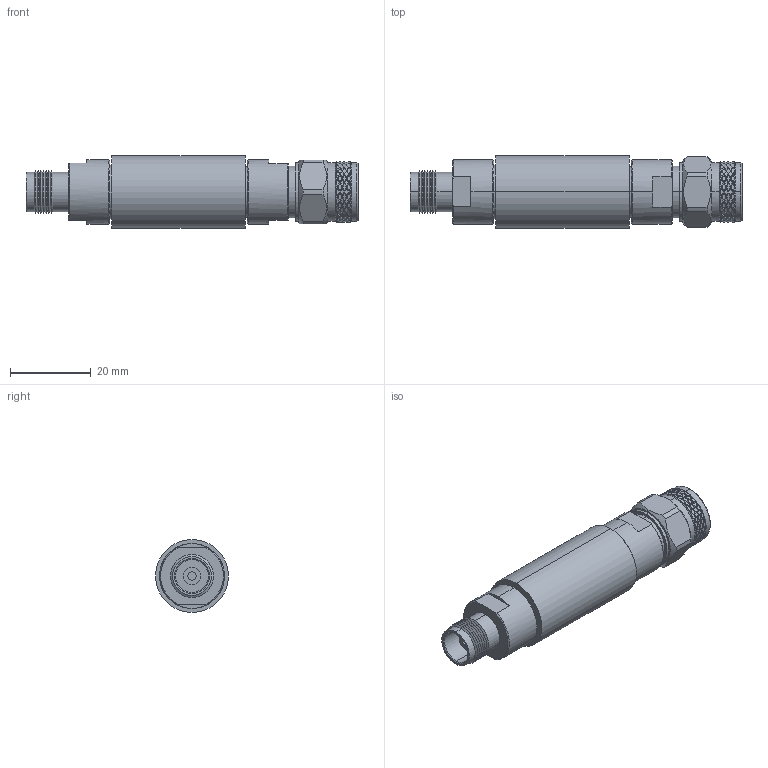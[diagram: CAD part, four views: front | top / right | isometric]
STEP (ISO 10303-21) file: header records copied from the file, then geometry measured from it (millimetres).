
FILE_DESCRIPTION (( 'STEP AP214' ), '1' );
FILE_NAME ('FMAT7462-10_3D.step', '2023-02-01T19:12:14', ( '' ), ( '' ), 'SwSTEP 2.0', 'SolidWorks 2022', '' );
FILE_SCHEMA (( 'AUTOMOTIVE_DESIGN' ));
Length unit declared in the file: inch
Products named in the file (4): TNC FEMALE_TS5G-A; FMAT7462-10_3D; TNC MALE_TS5G-A; TS5G-A
Assembly tree (3 placements, depth 2):
  FMAT7462-10_3D
    TS5G-A
    TNC FEMALE_TS5G-A
    TNC MALE_TS5G-A
Bounding box: 82.01 x 18 x 18 mm (x, y, z)
Volume: 15555.3 mm3; surface area: 6835.5 mm2
Topology: 3 solids, 3 shells, 1076 faces, 2198 edges, 1147 vertices
Faces by surface type: bspline 640, cylinder 214, cone 181, plane 39, torus 2
Entity records: 35789 total; most frequent: CARTESIAN_POINT 20176, ORIENTED_EDGE 4396, EDGE_CURVE 2198, DIRECTION 1703, VERTEX_POINT 1147, EDGE_LOOP 1095, FACE_OUTER_BOUND 1076, ADVANCED_FACE 1076
